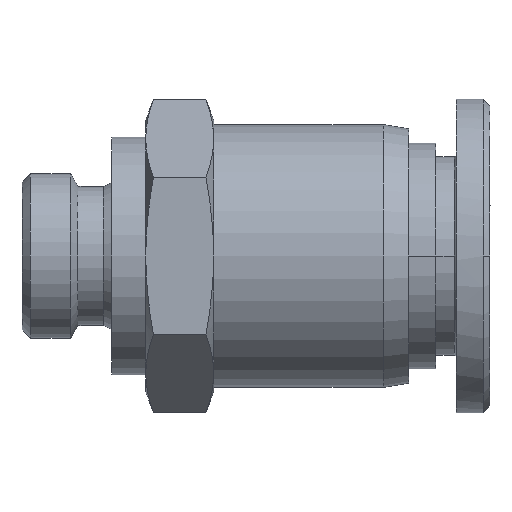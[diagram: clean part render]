
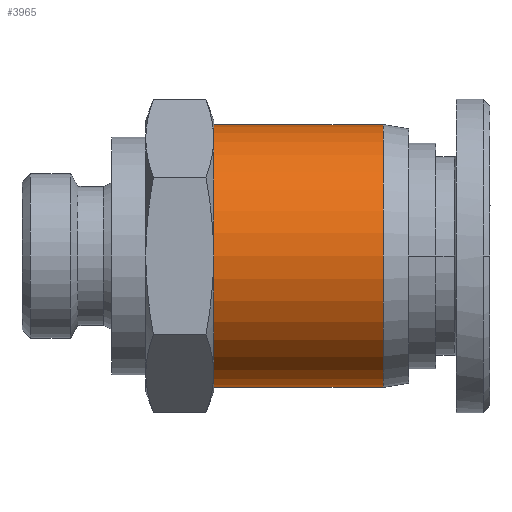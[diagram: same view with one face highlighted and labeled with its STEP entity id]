
A CAD part, front view. The second image highlights one B-rep face of the part: STEP entity #3965.
In plain terms, the highlighted cylindrical face has radius 7.75 mm (diameter 15.5 mm), a partial arc.
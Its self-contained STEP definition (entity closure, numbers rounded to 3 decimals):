
#446=CYLINDRICAL_SURFACE('',#9039,7.75);
#502=FACE_OUTER_BOUND('',#955,.F.);
#955=EDGE_LOOP('',(#1484,#1485,#1486,#1487));
#1484=ORIENTED_EDGE('',*,*,#6829,.T.);
#1485=ORIENTED_EDGE('',*,*,#8062,.F.);
#1486=ORIENTED_EDGE('',*,*,#6831,.F.);
#1487=ORIENTED_EDGE('',*,*,#8061,.F.);
#3965=ADVANCED_FACE('',(#502),#446,.T.);
#5527=LINE('',#14082,#6669);
#5528=LINE('',#14083,#6670);
#6669=VECTOR('',#10712,10.);
#6670=VECTOR('',#10713,10.);
#6765=CIRCLE('',#8962,7.75);
#6767=CIRCLE('',#8964,7.75);
#6829=EDGE_CURVE('',#8928,#8927,#6765,.T.);
#6831=EDGE_CURVE('',#8926,#8925,#6767,.T.);
#8061=EDGE_CURVE('',#8928,#8926,#5527,.T.);
#8062=EDGE_CURVE('',#8925,#8927,#5528,.T.);
#8925=VERTEX_POINT('',#12468);
#8926=VERTEX_POINT('',#12469);
#8927=VERTEX_POINT('',#12470);
#8928=VERTEX_POINT('',#12471);
#8962=AXIS2_PLACEMENT_3D('',#12476,#9478,#9479);
#8964=AXIS2_PLACEMENT_3D('',#12478,#9482,#9483);
#9039=AXIS2_PLACEMENT_3D('',#14455,#10774,#10775);
#9478=DIRECTION('',(1.,0.,0.));
#9479=DIRECTION('',(0.,0.,1.));
#9482=DIRECTION('',(1.,0.,0.));
#9483=DIRECTION('',(0.,0.,1.));
#10712=DIRECTION('',(-1.,0.,0.));
#10713=DIRECTION('',(1.,0.,0.));
#10774=DIRECTION('',(1.,0.,0.));
#10775=DIRECTION('',(0.,0.087,0.996));
#12468=CARTESIAN_POINT('',(36.283,17.287,-13.225));
#12469=CARTESIAN_POINT('',(36.283,17.287,2.275));
#12470=CARTESIAN_POINT('',(46.283,17.287,-13.225));
#12471=CARTESIAN_POINT('',(46.283,17.287,2.275));
#12476=CARTESIAN_POINT('',(46.283,17.287,-5.475));
#12478=CARTESIAN_POINT('',(36.283,17.287,-5.475));
#14082=CARTESIAN_POINT('',(46.283,17.287,2.275));
#14083=CARTESIAN_POINT('',(36.283,17.287,-13.225));
#14455=CARTESIAN_POINT('',(46.783,17.287,-5.475));
